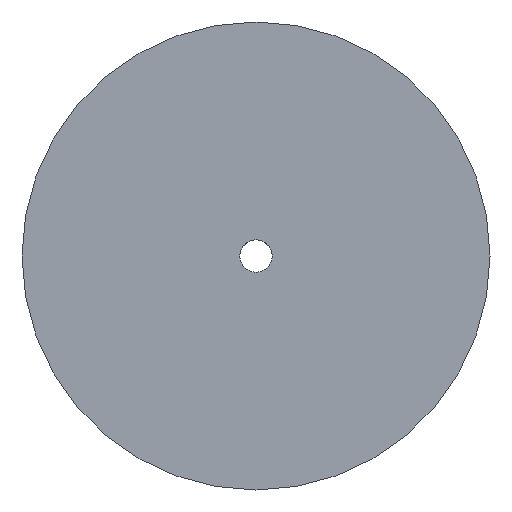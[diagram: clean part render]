
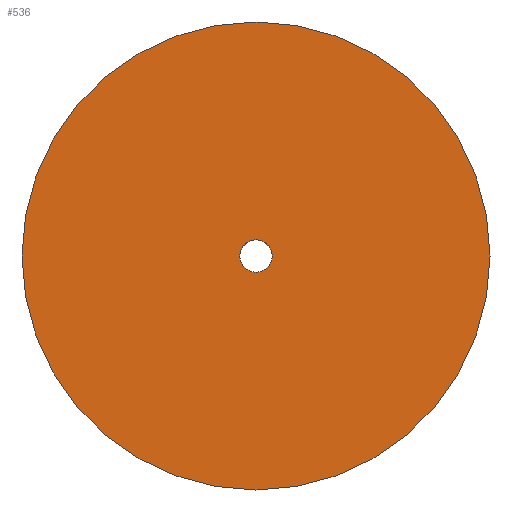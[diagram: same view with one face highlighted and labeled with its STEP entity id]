
A CAD part, left-side view. The second image highlights one B-rep face of the part: STEP entity #536.
In plain terms, the highlighted planar face has unit normal (-1, 0, 0).
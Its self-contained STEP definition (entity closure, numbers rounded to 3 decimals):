
#54=CARTESIAN_POINT('',(0.,0.,0.));
#55=DIRECTION('',(-1.,0.,0.));
#56=DIRECTION('',(0.,1.,0.));
#57=AXIS2_PLACEMENT_3D('',#54,#55,#56);
#63=CARTESIAN_POINT('',(0.,0.,0.));
#64=DIRECTION('',(1.,0.,0.));
#65=DIRECTION('',(0.,1.,0.));
#66=AXIS2_PLACEMENT_3D('',#63,#64,#65);
#337=CARTESIAN_POINT('',(0.,0.,0.));
#338=DIRECTION('',(-1.,0.,0.));
#339=DIRECTION('',(0.,1.,0.));
#340=AXIS2_PLACEMENT_3D('',#337,#338,#339);
#352=CARTESIAN_POINT('',(0.,0.,0.));
#353=DIRECTION('',(1.,0.,0.));
#354=DIRECTION('',(0.,1.,0.));
#355=AXIS2_PLACEMENT_3D('',#352,#353,#354);
#471=CARTESIAN_POINT('',(0.,2.,0.));
#473=VERTEX_POINT('',#471);
#483=CARTESIAN_POINT('',(0.,-2.,0.));
#485=VERTEX_POINT('',#483);
#508=CARTESIAN_POINT('',(0.,29.,0.));
#510=VERTEX_POINT('',#508);
#516=CARTESIAN_POINT('',(0.,-29.,0.));
#518=VERTEX_POINT('',#516);
#519=CARTESIAN_POINT('',(0.,0.,0.));
#520=DIRECTION('',(-1.,0.,0.));
#521=DIRECTION('',(0.,1.,0.));
#522=AXIS2_PLACEMENT_3D('',#519,#520,#521);
#523=PLANE('',#522);
#525=ORIENTED_EDGE('',*,*,#524,.F.);
#527=ORIENTED_EDGE('',*,*,#526,.T.);
#528=EDGE_LOOP('',(#525,#527));
#529=FACE_OUTER_BOUND('',#528,.F.);
#531=ORIENTED_EDGE('',*,*,#530,.F.);
#533=ORIENTED_EDGE('',*,*,#532,.T.);
#534=EDGE_LOOP('',(#531,#533));
#535=FACE_BOUND('',#534,.F.);
#58=CIRCLE('',#57,29.);
#67=CIRCLE('',#66,29.);
#341=CIRCLE('',#340,2.);
#356=CIRCLE('',#355,2.);
#524=EDGE_CURVE('',#510,#518,#58,.T.);
#526=EDGE_CURVE('',#510,#518,#67,.T.);
#530=EDGE_CURVE('',#473,#485,#356,.T.);
#532=EDGE_CURVE('',#473,#485,#341,.T.);
#536=ADVANCED_FACE('',(#529,#535),#523,.T.);
